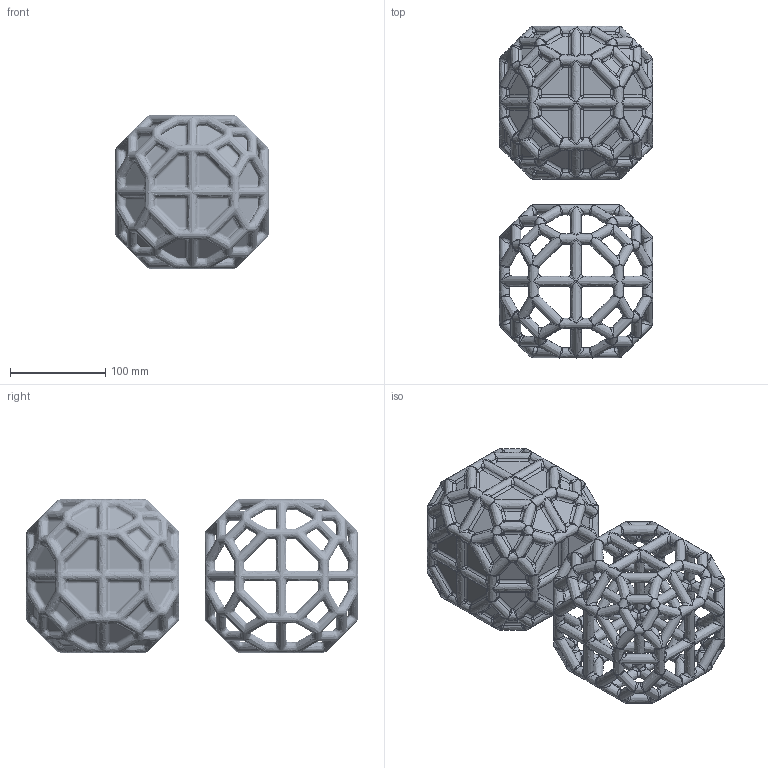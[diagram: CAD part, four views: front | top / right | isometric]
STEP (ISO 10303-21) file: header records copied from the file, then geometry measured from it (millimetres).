
FILE_DESCRIPTION(('FreeCAD Model'),'2;1');
FILE_NAME('Open CASCADE Shape Model','2025-05-04T06:16:02',('FreeCAD'),( 'FreeCAD'),'Open CASCADE STEP processor 7.6','FreeCAD','Unknown');
FILE_SCHEMA(('AUTOMOTIVE_DESIGN { 1 0 10303 214 1 1 1 1 }'));
Products named in the file (1): Open CASCADE STEP translator 7.6 1
Bounding box: 161.15 x 349.15 x 161.15 mm (x, y, z)
Volume: 3336059.7 mm3; surface area: 286937.9 mm2
Topology: 2 solids, 2 shells, 3000 faces, 6659 edges, 2930 vertices
Faces by surface type: bspline 3000
Entity records: 113599 total; most frequent: CARTESIAN_POINT 80668, ORIENTED_EDGE 12100, EDGE_CURVE 6050, FACE_BOUND 3003, EDGE_LOOP 3003, ADVANCED_FACE 2986, VERTEX_POINT 2916, B_SPLINE_SURFACE_WITH_KNOTS 1844
